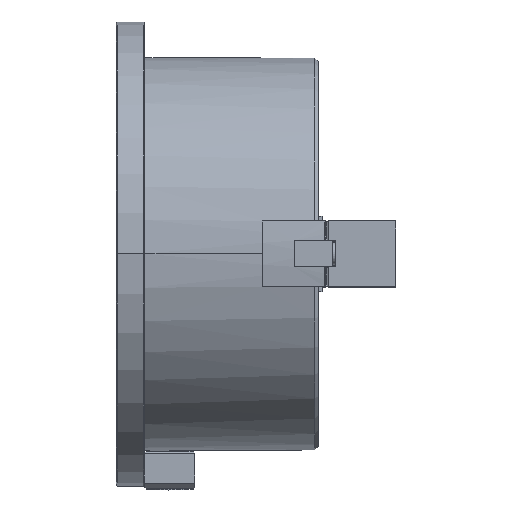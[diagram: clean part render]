
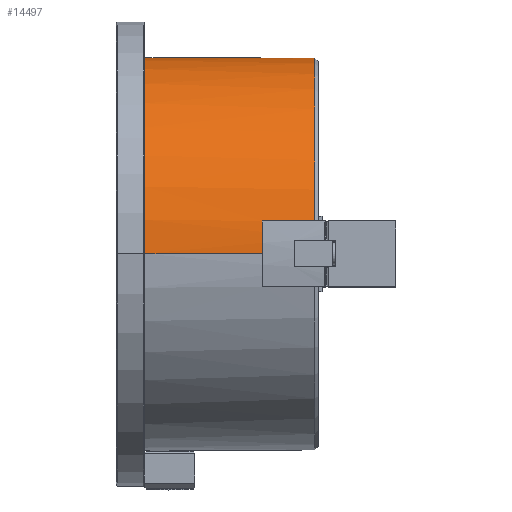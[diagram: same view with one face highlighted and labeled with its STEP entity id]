
A CAD part, top view. The second image highlights one B-rep face of the part: STEP entity #14497.
In plain terms, the highlighted cylindrical face has radius 105 mm (diameter 210 mm), a partial arc.
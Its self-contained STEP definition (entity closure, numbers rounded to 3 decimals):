
#724 = CARTESIAN_POINT ( 'NONE',  ( 121.711, 0., 105. ) ) ;
#1716 = EDGE_CURVE ( 'NONE', #8494, #1741, #6586, .T. ) ;
#1741 = VERTEX_POINT ( 'NONE', #24778 ) ;
#2320 = FACE_OUTER_BOUND ( 'NONE', #19245, .T. ) ;
#2681 = ORIENTED_EDGE ( 'NONE', *, *, #31401, .T. ) ;
#5111 = CARTESIAN_POINT ( 'NONE',  ( 63., 17.5, -103.531 ) ) ;
#5694 = LINE ( 'NONE', #19191, #31685 ) ;
#5911 = DIRECTION ( 'NONE',  ( -1., 0., 0. ) ) ;
#5959 = ORIENTED_EDGE ( 'NONE', *, *, #1716, .T. ) ;
#6586 = CIRCLE ( 'NONE', #43759, 105. ) ;
#7433 = DIRECTION ( 'NONE',  ( -1., 0., 0. ) ) ;
#8484 = DIRECTION ( 'NONE',  ( 1., 0., 0. ) ) ;
#8494 = VERTEX_POINT ( 'NONE', #9902 ) ;
#9171 = VERTEX_POINT ( 'NONE', #20492 ) ;
#9810 = CARTESIAN_POINT ( 'NONE',  ( 63., 0., -105. ) ) ;
#9902 = CARTESIAN_POINT ( 'NONE',  ( 0.3, 0., -105. ) ) ;
#9915 = CARTESIAN_POINT ( 'NONE',  ( 0.3, 0., 0. ) ) ;
#10307 = VERTEX_POINT ( 'NONE', #16781 ) ;
#12654 = CIRCLE ( 'NONE', #31899, 105. ) ;
#14124 = CIRCLE ( 'NONE', #39074, 105. ) ;
#14349 = DIRECTION ( 'NONE',  ( 1., 0., 0. ) ) ;
#14391 = ORIENTED_EDGE ( 'NONE', *, *, #24347, .T. ) ;
#14497 = ADVANCED_FACE ( 'NONE', ( #2320 ), #15938, .T. ) ;
#14649 = CARTESIAN_POINT ( 'NONE',  ( 121.711, 17.5, -103.531 ) ) ;
#15838 = ORIENTED_EDGE ( 'NONE', *, *, #27697, .T. ) ;
#15938 = CYLINDRICAL_SURFACE ( 'NONE', #43860, 105. ) ;
#16307 = EDGE_CURVE ( 'NONE', #8494, #39270, #5694, .T. ) ;
#16645 = VERTEX_POINT ( 'NONE', #43085 ) ;
#16678 = DIRECTION ( 'NONE',  ( 1., 0., 0. ) ) ;
#16781 = CARTESIAN_POINT ( 'NONE',  ( 63., 17.5, 103.531 ) ) ;
#17275 = DIRECTION ( 'NONE',  ( 0., 0., -1. ) ) ;
#17414 = ORIENTED_EDGE ( 'NONE', *, *, #17611, .T. ) ;
#17611 = EDGE_CURVE ( 'NONE', #9171, #36241, #28227, .T. ) ;
#17640 = CARTESIAN_POINT ( 'NONE',  ( 121.711, 17.5, 103.531 ) ) ;
#17712 = AXIS2_PLACEMENT_3D ( 'NONE', #42266, #25287, #17275 ) ;
#19191 = CARTESIAN_POINT ( 'NONE',  ( 121.711, 0., -105. ) ) ;
#19245 = EDGE_LOOP ( 'NONE', ( #5959, #15838, #34236, #14391, #39583, #17414, #2681, #40653 ) ) ;
#20492 = CARTESIAN_POINT ( 'NONE',  ( 91., 17.5, -103.531 ) ) ;
#22655 = VECTOR ( 'NONE', #14349, 1000. ) ;
#24318 = LINE ( 'NONE', #17640, #36631 ) ;
#24347 = EDGE_CURVE ( 'NONE', #10307, #16645, #24318, .T. ) ;
#24409 = DIRECTION ( 'NONE',  ( 0., 0., -1. ) ) ;
#24778 = CARTESIAN_POINT ( 'NONE',  ( 0.3, 0., 105. ) ) ;
#25287 = DIRECTION ( 'NONE',  ( -1., 0., 0. ) ) ;
#25757 = VERTEX_POINT ( 'NONE', #38997 ) ;
#27697 = EDGE_CURVE ( 'NONE', #1741, #25757, #31309, .T. ) ;
#28038 = DIRECTION ( 'NONE',  ( 0., 0., -1. ) ) ;
#28227 = LINE ( 'NONE', #14649, #33205 ) ;
#29361 = CARTESIAN_POINT ( 'NONE',  ( 63., 0., 0. ) ) ;
#29518 = DIRECTION ( 'NONE',  ( 0., 0., -1. ) ) ;
#29545 = CARTESIAN_POINT ( 'NONE',  ( 121.711, 0., 0. ) ) ;
#30286 = DIRECTION ( 'NONE',  ( 0., 0., 1. ) ) ;
#31309 = LINE ( 'NONE', #724, #22655 ) ;
#31401 = EDGE_CURVE ( 'NONE', #36241, #39270, #12654, .T. ) ;
#31685 = VECTOR ( 'NONE', #8484, 1000. ) ;
#31899 = AXIS2_PLACEMENT_3D ( 'NONE', #29361, #5911, #29518 ) ;
#33205 = VECTOR ( 'NONE', #41869, 1000. ) ;
#34236 = ORIENTED_EDGE ( 'NONE', *, *, #37280, .T. ) ;
#34627 = DIRECTION ( 'NONE',  ( 1., 0., 0. ) ) ;
#34705 = CARTESIAN_POINT ( 'NONE',  ( 91., 0., 0. ) ) ;
#35113 = EDGE_CURVE ( 'NONE', #16645, #9171, #14124, .T. ) ;
#36241 = VERTEX_POINT ( 'NONE', #5111 ) ;
#36631 = VECTOR ( 'NONE', #34627, 1000. ) ;
#36975 = CIRCLE ( 'NONE', #17712, 105. ) ;
#37280 = EDGE_CURVE ( 'NONE', #25757, #10307, #36975, .T. ) ;
#38997 = CARTESIAN_POINT ( 'NONE',  ( 63., 0., 105. ) ) ;
#39074 = AXIS2_PLACEMENT_3D ( 'NONE', #34705, #7433, #24409 ) ;
#39270 = VERTEX_POINT ( 'NONE', #9810 ) ;
#39583 = ORIENTED_EDGE ( 'NONE', *, *, #35113, .T. ) ;
#40653 = ORIENTED_EDGE ( 'NONE', *, *, #16307, .F. ) ;
#41869 = DIRECTION ( 'NONE',  ( -1., 0., 0. ) ) ;
#42266 = CARTESIAN_POINT ( 'NONE',  ( 63., 0., 0. ) ) ;
#43085 = CARTESIAN_POINT ( 'NONE',  ( 91., 17.5, 103.531 ) ) ;
#43199 = DIRECTION ( 'NONE',  ( 1., 0., 0. ) ) ;
#43759 = AXIS2_PLACEMENT_3D ( 'NONE', #9915, #16678, #30286 ) ;
#43860 = AXIS2_PLACEMENT_3D ( 'NONE', #29545, #43199, #28038 ) ;
